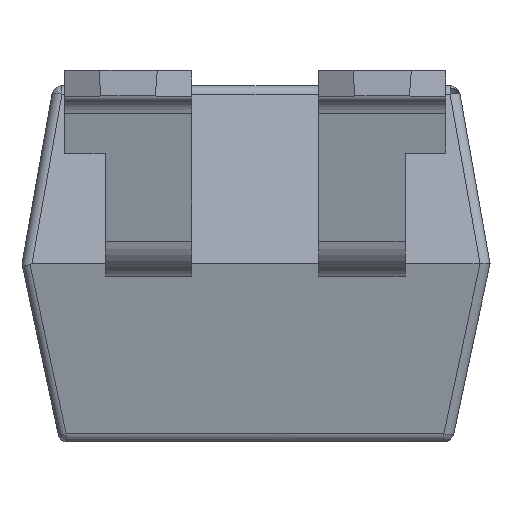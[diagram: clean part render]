
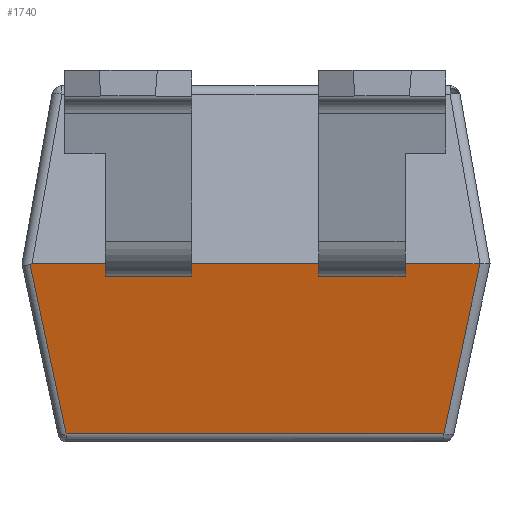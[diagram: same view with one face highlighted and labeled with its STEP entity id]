
A CAD part, left-side view. The second image highlights one B-rep face of the part: STEP entity #1740.
In plain terms, the highlighted planar face has unit normal (-0.978, 0, -0.208).
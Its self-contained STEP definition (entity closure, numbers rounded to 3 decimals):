
#281 = CARTESIAN_POINT ( 'NONE',  ( 79.687, 65.424, -52.885 ) ) ;
#292 = VERTEX_POINT ( 'NONE', #4527 ) ;
#358 = CARTESIAN_POINT ( 'NONE',  ( 79.447, 65.183, -51.753 ) ) ;
#497 = ORIENTED_EDGE ( 'NONE', *, *, #1397, .T. ) ;
#577 = PLANE ( 'NONE',  #975 ) ;
#605 = B_SPLINE_CURVE_WITH_KNOTS ( 'NONE', 3,
 ( #281, #679, #358, #2585 ),
 .UNSPECIFIED., .F., .F.,
 ( 4, 4 ),
 ( 0., 1. ),
 .UNSPECIFIED. ) ;
#679 = CARTESIAN_POINT ( 'NONE',  ( 79.567, 65.304, -52.319 ) ) ;
#975 = AXIS2_PLACEMENT_3D ( 'NONE', #3226, #4780, #3276 ) ;
#1176 = CARTESIAN_POINT ( 'NONE',  ( 79.327, 69.55, -51.189 ) ) ;
#1192 = CARTESIAN_POINT ( 'NONE',  ( 79.687, 69.197, -52.885 ) ) ;
#1267 = EDGE_CURVE ( 'NONE', #292, #2171, #2327, .T. ) ;
#1293 = VECTOR ( 'NONE', #2489, 1000. ) ;
#1374 = CARTESIAN_POINT ( 'NONE',  ( 79.328, 69.557, -51.192 ) ) ;
#1397 = EDGE_CURVE ( 'NONE', #2266, #2171, #605, .T. ) ;
#1541 = DIRECTION ( 'NONE',  ( 0., -1., 0. ) ) ;
#1634 = EDGE_CURVE ( 'NONE', #3854, #2266, #4856, .T. ) ;
#1740 = ADVANCED_FACE ( 'NONE', ( #2819 ), #577, .T. ) ;
#1921 = EDGE_LOOP ( 'NONE', ( #2420, #2038, #2466, #497, #1997 ) ) ;
#1997 = ORIENTED_EDGE ( 'NONE', *, *, #1267, .F. ) ;
#2038 = ORIENTED_EDGE ( 'NONE', *, *, #2052, .T. ) ;
#2052 = EDGE_CURVE ( 'NONE', #3271, #3854, #4169, .T. ) ;
#2140 = B_SPLINE_CURVE_WITH_KNOTS ( 'NONE', 3,
 ( #3109, #1176, #4286, #3500 ),
 .UNSPECIFIED., .F., .F.,
 ( 4, 4 ),
 ( 0., 1. ),
 .UNSPECIFIED. ) ;
#2171 = VERTEX_POINT ( 'NONE', #3597 ) ;
#2266 = VERTEX_POINT ( 'NONE', #4567 ) ;
#2327 = LINE ( 'NONE', #4695, #2845 ) ;
#2384 = CARTESIAN_POINT ( 'NONE',  ( 79.447, 69.437, -51.756 ) ) ;
#2420 = ORIENTED_EDGE ( 'NONE', *, *, #3097, .F. ) ;
#2466 = ORIENTED_EDGE ( 'NONE', *, *, #1634, .T. ) ;
#2489 = DIRECTION ( 'NONE',  ( 0., -1., 0. ) ) ;
#2497 = CARTESIAN_POINT ( 'NONE',  ( 79.687, 69.197, -52.885 ) ) ;
#2585 = CARTESIAN_POINT ( 'NONE',  ( 79.327, 65.063, -51.188 ) ) ;
#2819 = FACE_OUTER_BOUND ( 'NONE', #1921, .T. ) ;
#2845 = VECTOR ( 'NONE', #1541, 1000. ) ;
#3097 = EDGE_CURVE ( 'NONE', #3271, #292, #2140, .T. ) ;
#3109 = CARTESIAN_POINT ( 'NONE',  ( 79.328, 69.557, -51.192 ) ) ;
#3124 = CARTESIAN_POINT ( 'NONE',  ( 79.328, 69.557, -51.192 ) ) ;
#3226 = CARTESIAN_POINT ( 'NONE',  ( 79.687, 64.963, -52.885 ) ) ;
#3271 = VERTEX_POINT ( 'NONE', #1374 ) ;
#3276 = DIRECTION ( 'NONE',  ( -0.208, 0., 0.978 ) ) ;
#3500 = CARTESIAN_POINT ( 'NONE',  ( 79.327, 69.537, -51.188 ) ) ;
#3597 = CARTESIAN_POINT ( 'NONE',  ( 79.327, 65.063, -51.188 ) ) ;
#3854 = VERTEX_POINT ( 'NONE', #2497 ) ;
#4169 = B_SPLINE_CURVE_WITH_KNOTS ( 'NONE', 3,
 ( #3124, #2384, #4672, #1192 ),
 .UNSPECIFIED., .F., .F.,
 ( 4, 4 ),
 ( 0., 1. ),
 .UNSPECIFIED. ) ;
#4286 = CARTESIAN_POINT ( 'NONE',  ( 79.327, 69.543, -51.188 ) ) ;
#4443 = CARTESIAN_POINT ( 'NONE',  ( 79.687, 64.963, -52.885 ) ) ;
#4527 = CARTESIAN_POINT ( 'NONE',  ( 79.327, 69.537, -51.188 ) ) ;
#4567 = CARTESIAN_POINT ( 'NONE',  ( 79.687, 65.424, -52.885 ) ) ;
#4672 = CARTESIAN_POINT ( 'NONE',  ( 79.567, 69.317, -52.321 ) ) ;
#4695 = CARTESIAN_POINT ( 'NONE',  ( 79.327, 64.963, -51.188 ) ) ;
#4780 = DIRECTION ( 'NONE',  ( -0.978, 0., -0.208 ) ) ;
#4856 = LINE ( 'NONE', #4443, #1293 ) ;
